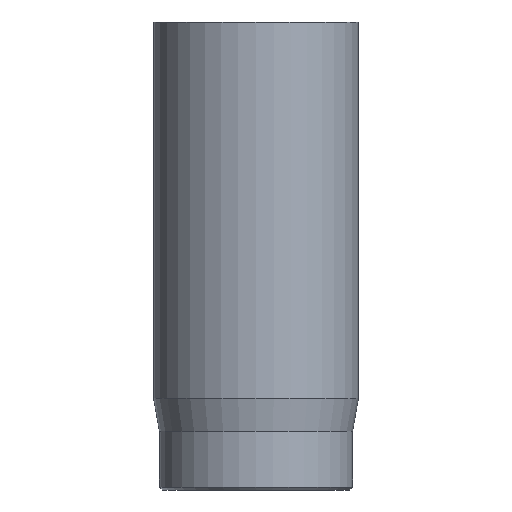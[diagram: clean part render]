
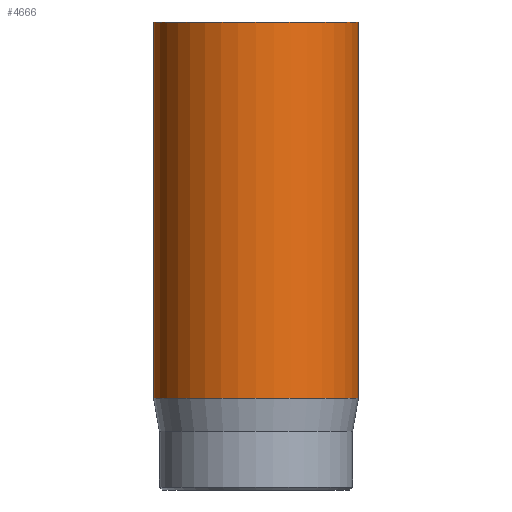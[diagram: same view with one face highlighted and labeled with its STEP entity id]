
A CAD part, front view. The second image highlights one B-rep face of the part: STEP entity #4666.
In plain terms, the highlighted cylindrical face has radius 1.75 mm (diameter 3.5 mm), a full revolution.
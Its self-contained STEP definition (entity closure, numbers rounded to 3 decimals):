
#625=CYLINDRICAL_SURFACE('',#4828,1.75);
#863=FACE_OUTER_BOUND('',#1140,.T.);
#1140=EDGE_LOOP('',(#4320,#4321,#4322,#4323,#4324));
#1472=LINE('',#8954,#1814);
#1814=VECTOR('',#5344,1.75);
#1852=CIRCLE('',#4811,1.75);
#1858=CIRCLE('',#4826,1.75);
#1859=CIRCLE('',#4827,1.75);
#2296=VERTEX_POINT('',#8924);
#2302=VERTEX_POINT('',#8948);
#2303=VERTEX_POINT('',#8949);
#2971=EDGE_CURVE('',#2296,#2296,#1852,.T.);
#2980=EDGE_CURVE('',#2302,#2303,#1858,.T.);
#2981=EDGE_CURVE('',#2303,#2302,#1859,.T.);
#2983=EDGE_CURVE('',#2296,#2302,#1472,.T.);
#4320=ORIENTED_EDGE('',*,*,#2971,.T.);
#4321=ORIENTED_EDGE('',*,*,#2983,.T.);
#4322=ORIENTED_EDGE('',*,*,#2980,.T.);
#4323=ORIENTED_EDGE('',*,*,#2981,.T.);
#4324=ORIENTED_EDGE('',*,*,#2983,.F.);
#4666=ADVANCED_FACE('',(#863),#625,.T.);
#4811=AXIS2_PLACEMENT_3D('',#8925,#5304,#5305);
#4826=AXIS2_PLACEMENT_3D('',#8950,#5337,#5338);
#4827=AXIS2_PLACEMENT_3D('',#8951,#5339,#5340);
#4828=AXIS2_PLACEMENT_3D('',#8953,#5342,#5343);
#5304=DIRECTION('center_axis',(0.,0.,-1.));
#5305=DIRECTION('ref_axis',(-1.,0.,0.));
#5337=DIRECTION('center_axis',(0.,0.,1.));
#5338=DIRECTION('ref_axis',(-1.,0.,0.));
#5339=DIRECTION('center_axis',(0.,0.,1.));
#5340=DIRECTION('ref_axis',(-1.,0.,0.));
#5342=DIRECTION('center_axis',(0.,0.,1.));
#5343=DIRECTION('ref_axis',(-1.,0.,0.));
#5344=DIRECTION('',(0.,0.,-1.));
#8924=CARTESIAN_POINT('',(1.75,0.,8.));
#8925=CARTESIAN_POINT('Origin',(0.,0.,8.));
#8948=CARTESIAN_POINT('',(1.75,0.,1.567));
#8949=CARTESIAN_POINT('',(-1.75,0.,1.567));
#8950=CARTESIAN_POINT('Origin',(0.,0.,1.567));
#8951=CARTESIAN_POINT('Origin',(0.,0.,1.567));
#8953=CARTESIAN_POINT('Origin',(0.,0.,0.));
#8954=CARTESIAN_POINT('',(1.75,0.,0.));
